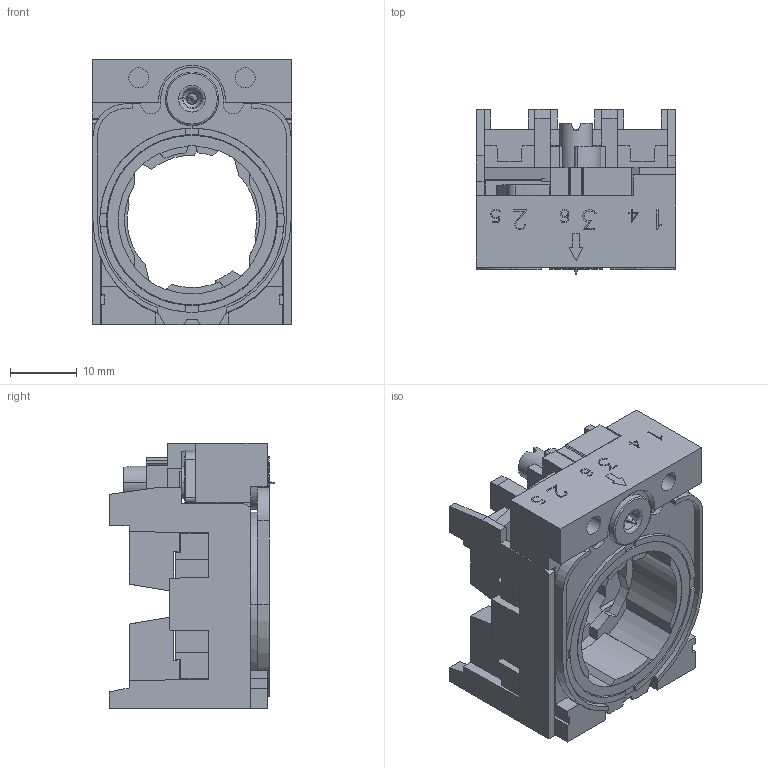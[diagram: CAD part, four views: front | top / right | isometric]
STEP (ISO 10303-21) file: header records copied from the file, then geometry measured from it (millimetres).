
FILE_DESCRIPTION(('no description'),'unknown implementation level');
FILE_NAME('1028_3SU1550-0AA10-0AA0_3D_v.stp',' ',('SIEMENS A&D'),('CADClick - KiM GmbH - www.kimweb.de'),'unknown preprocess','ACIS','unknown authorization');
FILE_SCHEMA(('automotive_design'));
Length unit declared in the file: millimetre
Products named in the file (1): 0
Bounding box: 30 x 24.9 x 39.95 mm (x, y, z)
Volume: 13415.9 mm3; surface area: 10953.9 mm2
Topology: 1 solids, 1 shells, 884 faces, 2601 edges, 1729 vertices
Faces by surface type: plane 743, cylinder 127, torus 6, cone 6, sphere 2
Entity records: 57905 total; most frequent: STYLED_ITEM 5215, PRESENTATION_STYLE_ASSIGNMENT 5215, CARTESIAN_POINT 5215, COLOUR_RGB 5215, ORIENTED_EDGE 5202, DIRECTION 4701, EDGE_CURVE 2601, CURVE_STYLE 2601
